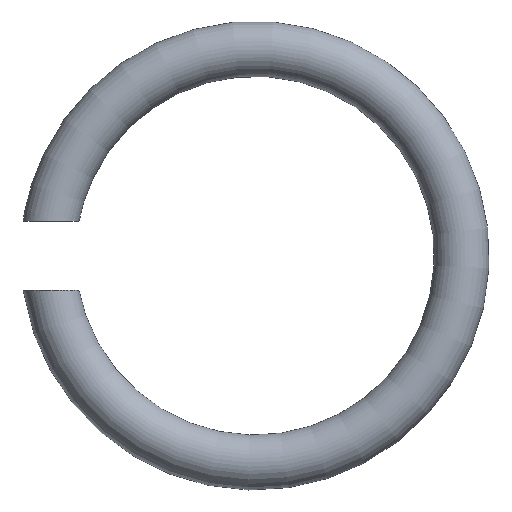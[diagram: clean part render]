
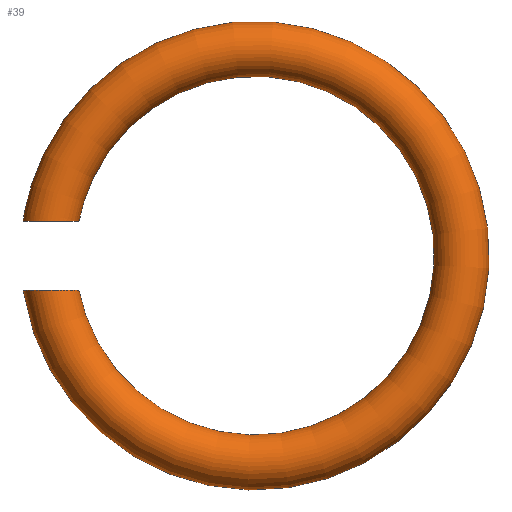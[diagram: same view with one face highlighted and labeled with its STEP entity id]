
A CAD part, left-side view. The second image highlights one B-rep face of the part: STEP entity #39.
In plain terms, the highlighted toroidal (fillet/blend) face has major radius 3 mm and minor radius 0.4 mm.
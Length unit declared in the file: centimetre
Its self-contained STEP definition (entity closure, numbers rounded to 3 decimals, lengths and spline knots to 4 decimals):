
#20=FACE_BOUND('',#25,.T.);
#21=FACE_OUTER_BOUND('',#24,.T.);
#24=EDGE_LOOP('',(#34));
#25=EDGE_LOOP('',(#35));
#28=B_SPLINE_CURVE_WITH_KNOTS('',3,(#58,#59,#60,#61,#62,#63,#64,#65,#66,
#67,#68,#69,#70,#71,#72,#73,#74,#75,#76,#77,#78,#79,#80,#81,#82,#83,#84,
#85,#86,#87,#88,#89,#90,#91),.UNSPECIFIED.,.T.,.F.,(4,2,2,2,2,2,2,2,2,2,
2,2,2,2,2,2,4),(-0.2387,-0.2239,-0.2091,
-0.1941,-0.179,-0.1639,-0.1489,
-0.1341,-0.1193,-0.1046,-0.0897,
-0.0747,-0.0596,-0.0445,-0.0296,
-0.0148,0.),.UNSPECIFIED.);
#29=B_SPLINE_CURVE_WITH_KNOTS('',3,(#93,#94,#95,#96,#97,#98,#99,#100,#101,
#102,#103,#104,#105,#106,#107,#108,#109,#110,#111,#112,#113,#114,#115,#116,
#117,#118,#119,#120,#121,#122,#123,#124,#125,#126),.UNSPECIFIED.,.T.,.F.,
(4,2,2,2,2,2,2,2,2,2,2,2,2,2,2,2,4),(-0.2387,-0.2239,
-0.2091,-0.1941,-0.179,-0.1639,
-0.1489,-0.1341,-0.1193,-0.1046,
-0.0897,-0.0747,-0.0596,-0.0445,
-0.0296,-0.0148,0.),.UNSPECIFIED.);
#30=VERTEX_POINT('',#57);
#31=VERTEX_POINT('',#92);
#32=EDGE_CURVE('',#30,#30,#28,.T.);
#33=EDGE_CURVE('',#31,#31,#29,.T.);
#34=ORIENTED_EDGE('',*,*,#32,.T.);
#35=ORIENTED_EDGE('',*,*,#33,.T.);
#38=TOROIDAL_SURFACE('',#44,0.3,0.04);
#39=ADVANCED_FACE('',(#21,#20),#38,.T.);
#44=AXIS2_PLACEMENT_3D('',#56,#49,#50);
#49=DIRECTION('center_axis',(-1.,0.,0.));
#50=DIRECTION('ref_axis',(0.,0.,1.));
#56=CARTESIAN_POINT('Origin',(0.,-0.3,0.));
#57=CARTESIAN_POINT('',(0.04,-0.0042,-0.05));
#58=CARTESIAN_POINT('Ctrl Pts',(0.,0.0363,
-0.05));
#59=CARTESIAN_POINT('Ctrl Pts',(0.0049,0.0363,
-0.05));
#60=CARTESIAN_POINT('Ctrl Pts',(0.0107,0.0351,-0.05));
#61=CARTESIAN_POINT('Ctrl Pts',(0.0198,0.0313,-0.05));
#62=CARTESIAN_POINT('Ctrl Pts',(0.0247,0.028,-0.05));
#63=CARTESIAN_POINT('Ctrl Pts',(0.0317,0.021,-0.05));
#64=CARTESIAN_POINT('Ctrl Pts',(0.035,0.016,-0.05));
#65=CARTESIAN_POINT('Ctrl Pts',(0.0388,0.0067,
-0.05));
#66=CARTESIAN_POINT('Ctrl Pts',(0.04,0.0008,
-0.05));
#67=CARTESIAN_POINT('Ctrl Pts',(0.04,-0.0092,
-0.05));
#68=CARTESIAN_POINT('Ctrl Pts',(0.0388,-0.0152,
-0.05));
#69=CARTESIAN_POINT('Ctrl Pts',(0.035,-0.0244,
-0.05));
#70=CARTESIAN_POINT('Ctrl Pts',(0.0317,-0.0295,
-0.05));
#71=CARTESIAN_POINT('Ctrl Pts',(0.0247,-0.0365,
-0.05));
#72=CARTESIAN_POINT('Ctrl Pts',(0.0198,-0.0399,
-0.05));
#73=CARTESIAN_POINT('Ctrl Pts',(0.0107,-0.0437,-0.05));
#74=CARTESIAN_POINT('Ctrl Pts',(0.0049,-0.0449,-0.05));
#75=CARTESIAN_POINT('Ctrl Pts',(-0.0049,-0.0449,
-0.05));
#76=CARTESIAN_POINT('Ctrl Pts',(-0.0107,-0.0437,
-0.05));
#77=CARTESIAN_POINT('Ctrl Pts',(-0.0198,-0.0399,
-0.05));
#78=CARTESIAN_POINT('Ctrl Pts',(-0.0247,-0.0365,
-0.05));
#79=CARTESIAN_POINT('Ctrl Pts',(-0.0317,-0.0295,
-0.05));
#80=CARTESIAN_POINT('Ctrl Pts',(-0.035,-0.0244,
-0.05));
#81=CARTESIAN_POINT('Ctrl Pts',(-0.0388,-0.0152,
-0.05));
#82=CARTESIAN_POINT('Ctrl Pts',(-0.04,-0.0092,
-0.05));
#83=CARTESIAN_POINT('Ctrl Pts',(-0.04,0.0008,
-0.05));
#84=CARTESIAN_POINT('Ctrl Pts',(-0.0388,0.0067,
-0.05));
#85=CARTESIAN_POINT('Ctrl Pts',(-0.035,0.016,
-0.05));
#86=CARTESIAN_POINT('Ctrl Pts',(-0.0317,0.021,
-0.05));
#87=CARTESIAN_POINT('Ctrl Pts',(-0.0247,0.028,-0.05));
#88=CARTESIAN_POINT('Ctrl Pts',(-0.0198,0.0313,
-0.05));
#89=CARTESIAN_POINT('Ctrl Pts',(-0.0107,0.0351,-0.05));
#90=CARTESIAN_POINT('Ctrl Pts',(-0.0049,0.0363,
-0.05));
#91=CARTESIAN_POINT('Ctrl Pts',(0.,0.0363,
-0.05));
#92=CARTESIAN_POINT('',(-0.04,-0.0042,0.05));
#93=CARTESIAN_POINT('Ctrl Pts',(0.,0.0363,
0.05));
#94=CARTESIAN_POINT('Ctrl Pts',(-0.0049,0.0363,
0.05));
#95=CARTESIAN_POINT('Ctrl Pts',(-0.0107,0.0351,
0.05));
#96=CARTESIAN_POINT('Ctrl Pts',(-0.0198,0.0313,
0.05));
#97=CARTESIAN_POINT('Ctrl Pts',(-0.0247,0.028,
0.05));
#98=CARTESIAN_POINT('Ctrl Pts',(-0.0317,0.021,0.05));
#99=CARTESIAN_POINT('Ctrl Pts',(-0.035,0.016,0.05));
#100=CARTESIAN_POINT('Ctrl Pts',(-0.0388,0.0067,
0.05));
#101=CARTESIAN_POINT('Ctrl Pts',(-0.04,0.0008,
0.05));
#102=CARTESIAN_POINT('Ctrl Pts',(-0.04,-0.0092,
0.05));
#103=CARTESIAN_POINT('Ctrl Pts',(-0.0388,-0.0152,
0.05));
#104=CARTESIAN_POINT('Ctrl Pts',(-0.035,-0.0244,
0.05));
#105=CARTESIAN_POINT('Ctrl Pts',(-0.0317,-0.0295,
0.05));
#106=CARTESIAN_POINT('Ctrl Pts',(-0.0247,-0.0365,
0.05));
#107=CARTESIAN_POINT('Ctrl Pts',(-0.0198,-0.0399,
0.05));
#108=CARTESIAN_POINT('Ctrl Pts',(-0.0107,-0.0437,
0.05));
#109=CARTESIAN_POINT('Ctrl Pts',(-0.0049,-0.0449,
0.05));
#110=CARTESIAN_POINT('Ctrl Pts',(0.0049,-0.0449,
0.05));
#111=CARTESIAN_POINT('Ctrl Pts',(0.0107,-0.0437,
0.05));
#112=CARTESIAN_POINT('Ctrl Pts',(0.0198,-0.0399,
0.05));
#113=CARTESIAN_POINT('Ctrl Pts',(0.0247,-0.0365,
0.05));
#114=CARTESIAN_POINT('Ctrl Pts',(0.0317,-0.0295,
0.05));
#115=CARTESIAN_POINT('Ctrl Pts',(0.035,-0.0244,
0.05));
#116=CARTESIAN_POINT('Ctrl Pts',(0.0388,-0.0152,
0.05));
#117=CARTESIAN_POINT('Ctrl Pts',(0.04,-0.0092,
0.05));
#118=CARTESIAN_POINT('Ctrl Pts',(0.04,0.0008,
0.05));
#119=CARTESIAN_POINT('Ctrl Pts',(0.0388,0.0067,
0.05));
#120=CARTESIAN_POINT('Ctrl Pts',(0.035,0.016,
0.05));
#121=CARTESIAN_POINT('Ctrl Pts',(0.0317,0.021,
0.05));
#122=CARTESIAN_POINT('Ctrl Pts',(0.0247,0.028,
0.05));
#123=CARTESIAN_POINT('Ctrl Pts',(0.0198,0.0313,
0.05));
#124=CARTESIAN_POINT('Ctrl Pts',(0.0107,0.0351,0.05));
#125=CARTESIAN_POINT('Ctrl Pts',(0.0049,0.0363,
0.05));
#126=CARTESIAN_POINT('Ctrl Pts',(0.,0.0363,
0.05));
